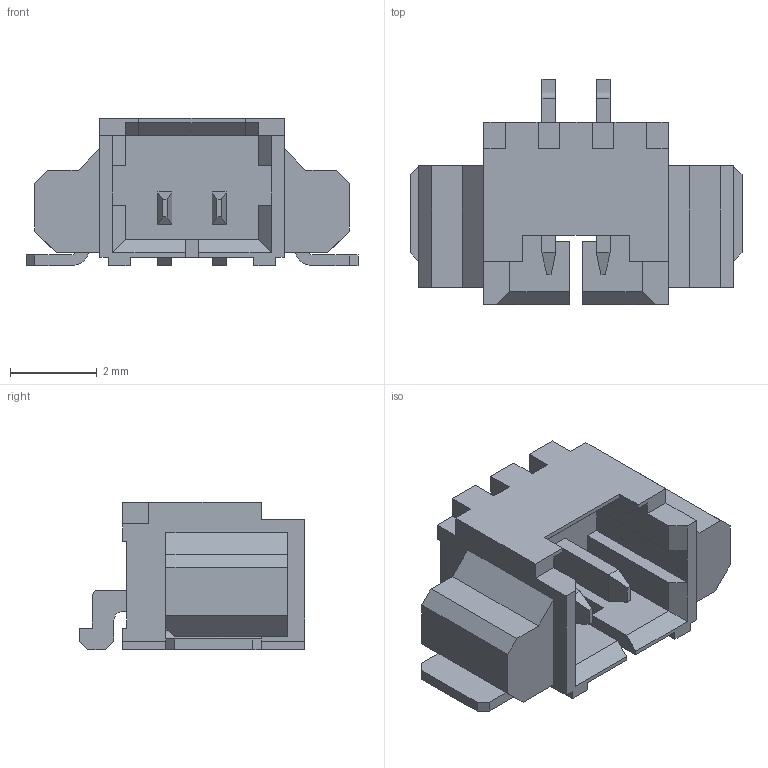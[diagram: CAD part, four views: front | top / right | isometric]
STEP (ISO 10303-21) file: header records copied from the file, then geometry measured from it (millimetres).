
FILE_DESCRIPTION(/* description */ (''),/* implementation_level */ '2;1');
FILE_NAME(/* name */ '532610271 recolored.step',/* time_stamp */ '2022-01-19T17:47:14-03:00',/* author */ (''),/* organization */ (''),/* preprocessor_version */ 'ST-DEVELOPER v18.1',/* originating_system */ 'Autodesk Translation Framework v10.10.0.1391',/* authorisation */ '');
FILE_SCHEMA (('AUTOMOTIVE_DESIGN { 1 0 10303 214 3 1 1 }'));
Length unit declared in the file: millimetre
Products named in the file (1): 532610271
Bounding box: 7.65 x 5.2 x 3.4 mm (x, y, z)
Volume: 47.6 mm3; surface area: 212.1 mm2
Topology: 5 solids, 5 shells, 219 faces, 601 edges, 394 vertices
Faces by surface type: plane 207, cylinder 12
Entity records: 6850 total; most frequent: CARTESIAN_POINT 1215, ORIENTED_EDGE 1202, DIRECTION 1065, EDGE_CURVE 601, LINE 577, VECTOR 577, VERTEX_POINT 394, AXIS2_PLACEMENT_3D 244
